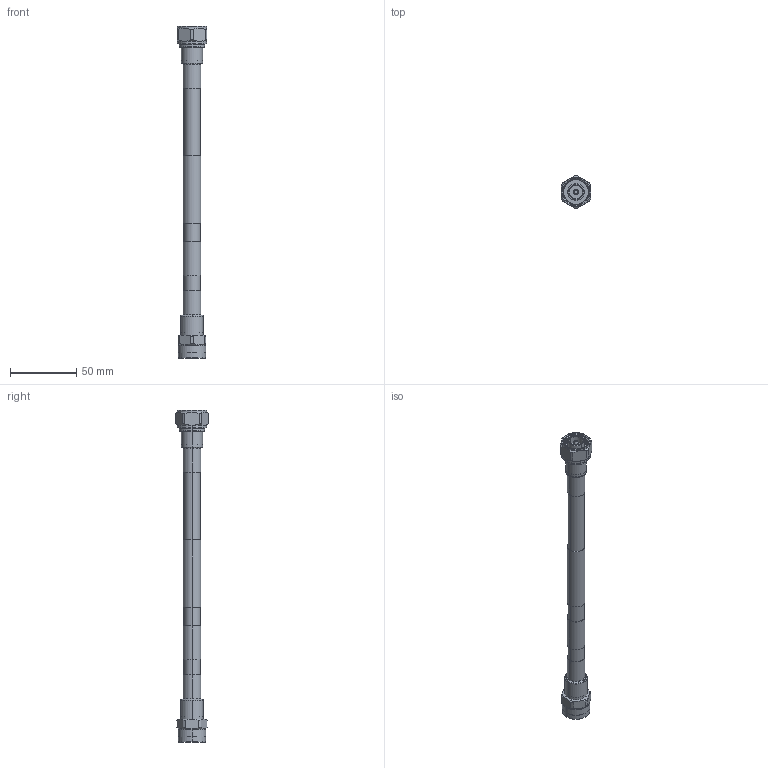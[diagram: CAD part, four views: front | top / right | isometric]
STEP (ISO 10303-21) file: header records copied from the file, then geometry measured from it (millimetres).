
FILE_DESCRIPTION (( 'STEP AP214' ), '1' );
FILE_NAME ('LCCA31060.step', '2022-10-04T19:21:58', ( '' ), ( '' ), 'SwSTEP 2.0', 'SolidWorks 2021', '' );
FILE_SCHEMA (( 'AUTOMOTIVE_DESIGN' ));
Length unit declared in the file: inch
Products named in the file (4): TC-500-NM-LP-LC^LCCA31060; LCCA31060; TC-500-4310M-LP-LC^LCCA31060;  SPP-500-LLPL ^LCCA31060_SPP-500-LLPL
Assembly tree (3 placements, depth 2):
  LCCA31060
     SPP-500-LLPL ^LCCA31060_SPP-500-LLPL
    TC-500-4310M-LP-LC^LCCA31060
    TC-500-NM-LP-LC^LCCA31060
Bounding box: 22 x 24.49 x 249.87 mm (x, y, z)
Volume: 31078.7 mm3; surface area: 22263.6 mm2
Topology: 8 solids, 8 shells, 259 faces, 618 edges, 397 vertices
Faces by surface type: cylinder 121, plane 68, cone 54, bspline 16
Entity records: 10703 total; most frequent: CARTESIAN_POINT 4568, DIRECTION 1262, ORIENTED_EDGE 1236, EDGE_CURVE 618, AXIS2_PLACEMENT_3D 524, VERTEX_POINT 397, EDGE_LOOP 289, CIRCLE 275
